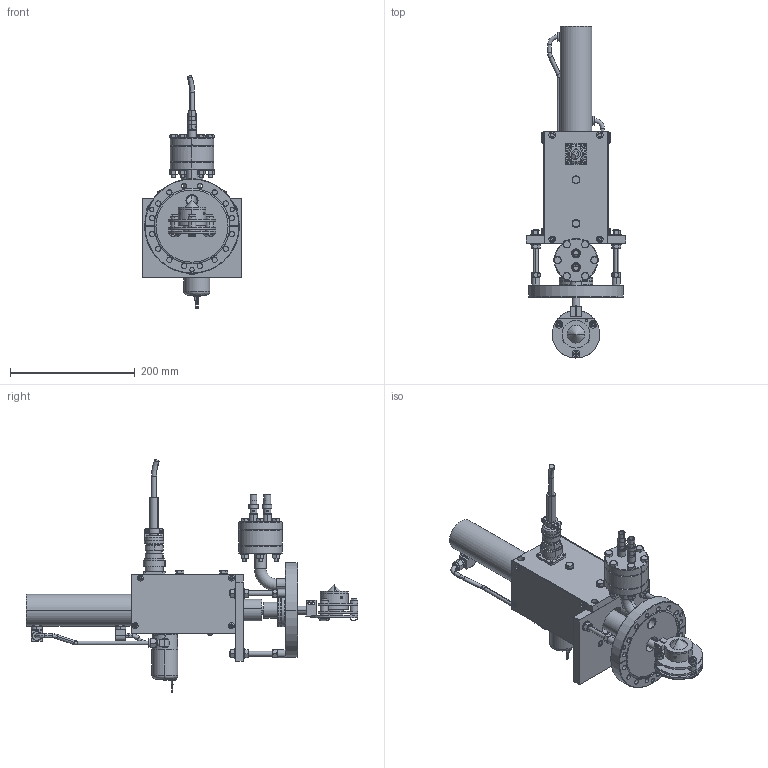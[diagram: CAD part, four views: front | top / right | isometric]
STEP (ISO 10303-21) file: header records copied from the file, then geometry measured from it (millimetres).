
FILE_DESCRIPTION (( 'STEP AP214' ), '1' );
FILE_NAME ('aspf, 087160, FARADAY CUP ASSEMBLY, AP214.STEP', '2024-08-22T18:34:00', ( '' ), ( '' ), 'SwSTEP 2.0', 'SolidWorks 2023', '' );
FILE_SCHEMA (( 'AUTOMOTIVE_DESIGN' ));
Length unit declared in the file: inch
Products named in the file (1): aspf, 087160, FARADAY CUP ASSEMBLY, AP214
Bounding box: 158.75 x 531.25 x 372.37 mm (x, y, z)
Surface area: 442190.7 mm2 (no closed solid volume)
Topology: 0 solids, 152 shells, 1283 faces, 4055 edges, 2843 vertices
Faces by surface type: plane 538, cylinder 459, cone 234, torus 24, sphere 22, bspline 6
Entity records: 50234 total; most frequent: CARTESIAN_POINT 14468, DIRECTION 7770, ORIENTED_EDGE 6443, EDGE_CURVE 4039, AXIS2_PLACEMENT_3D 3115, VERTEX_POINT 2843, CIRCLE 1837, EDGE_LOOP 1636
